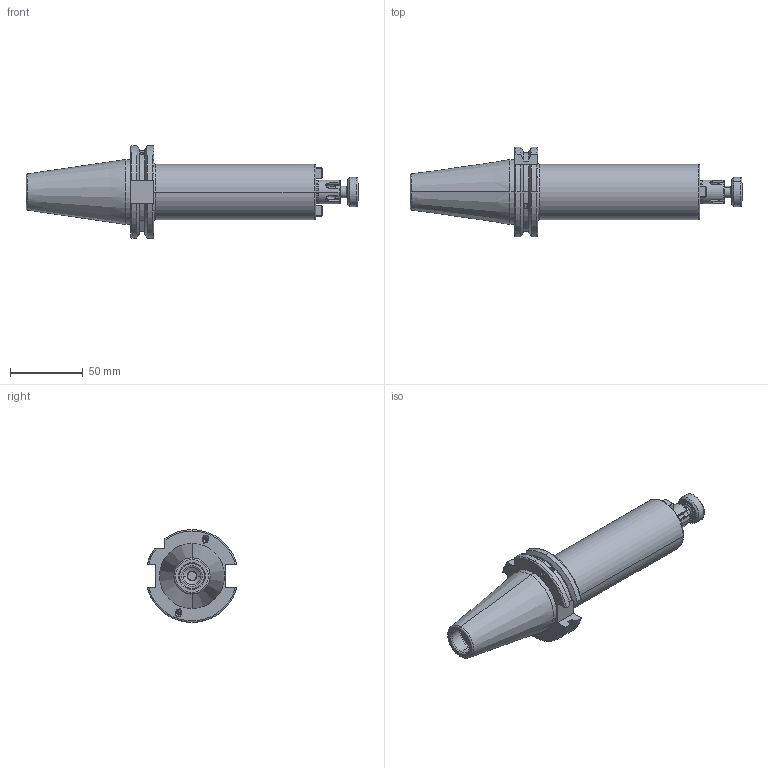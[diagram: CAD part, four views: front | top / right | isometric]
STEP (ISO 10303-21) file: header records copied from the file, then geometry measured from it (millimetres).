
FILE_DESCRIPTION (( 'STEP AP203' ), '1' );
FILE_NAME ('FWS409H-SMX16130.STEP', '2024-08-29T04:17:49', ( '' ), ( '' ), 'SwSTEP 2.0', 'SolidWorks 2024', '' );
FILE_SCHEMA (( 'CONFIG_CONTROL_DESIGN' ));
Length unit declared in the file: millimetre
Products named in the file (9): FWS409H-SMX16130; SK40SMX16130FWW; CCS-M8-16; CCS-M8-16-1; M4X4_DIN 913 - M4 x 4-N; GS-M4X4-COATING_DIN 913 - M4 x 4-N; PLUG KEY 08-16; CCS-M8-16-2
Assembly tree (11 placements, depth 4):
  FWS409H-SMX16130
    SK40SMX16130FWW
      SK40SMX16130FWW
      CCS-M8-16
        CCS-M8-16-1
        CCS-M8-16-2
      M4X4_DIN 913 - M4 x 4-N  x2
      PLUG KEY 08-16  x2
      GS-M4X4-COATING_DIN 913 - M4 x 4-N  x2
Bounding box: 227.4 x 61.48 x 63.55 mm (x, y, z)
Volume: 226559 mm3; surface area: 42307 mm2
Topology: 9 solids, 9 shells, 430 faces, 1059 edges, 659 vertices
Faces by surface type: cone 132, plane 131, cylinder 122, torus 37, sphere 8
Entity records: 11689 total; most frequent: CARTESIAN_POINT 2879, DIRECTION 1712, ORIENTED_EDGE 1594, EDGE_CURVE 797, AXIS2_PLACEMENT_3D 690, VERTEX_POINT 499, EDGE_LOOP 360, CIRCLE 349
